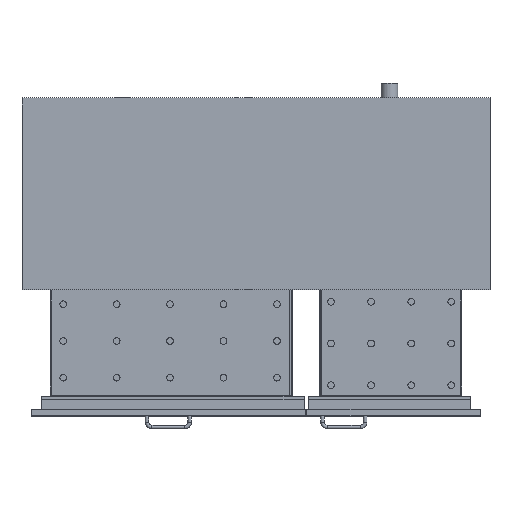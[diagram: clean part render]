
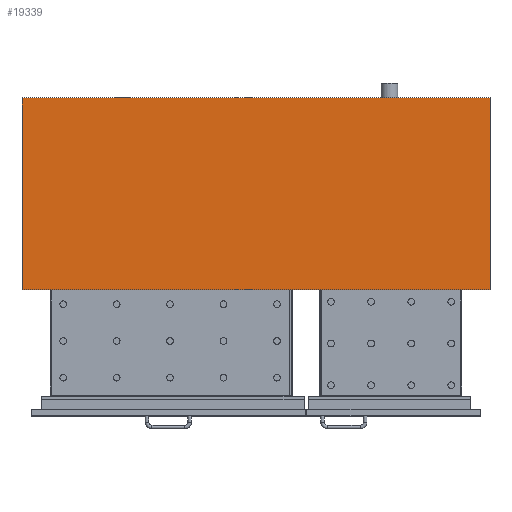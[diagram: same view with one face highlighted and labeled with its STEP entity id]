
A CAD part, top view. The second image highlights one B-rep face of the part: STEP entity #19339.
In plain terms, the highlighted planar face has unit normal (0, 0, 1).
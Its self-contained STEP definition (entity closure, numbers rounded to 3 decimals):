
#2439=FACE_OUTER_BOUND('',#3520,.T.);
#3520=EDGE_LOOP('',(#13540,#13541,#13542,#13543));
#4921=LINE('',#25689,#6882);
#4923=LINE('',#25693,#6884);
#4925=LINE('',#25697,#6886);
#4927=LINE('',#25700,#6888);
#6882=VECTOR('',#21726,10.);
#6884=VECTOR('',#21730,10.);
#6886=VECTOR('',#21734,10.);
#6888=VECTOR('',#21738,10.);
#8801=VERTEX_POINT('',#25686);
#8802=VERTEX_POINT('',#25688);
#8803=VERTEX_POINT('',#25692);
#8804=VERTEX_POINT('',#25696);
#10679=EDGE_CURVE('',#8802,#8801,#4921,.T.);
#10681=EDGE_CURVE('',#8803,#8802,#4923,.T.);
#10683=EDGE_CURVE('',#8804,#8803,#4925,.T.);
#10685=EDGE_CURVE('',#8801,#8804,#4927,.T.);
#13540=ORIENTED_EDGE('',*,*,#10685,.T.);
#13541=ORIENTED_EDGE('',*,*,#10683,.T.);
#13542=ORIENTED_EDGE('',*,*,#10681,.T.);
#13543=ORIENTED_EDGE('',*,*,#10679,.T.);
#18634=PLANE('',#20510);
#19339=ADVANCED_FACE('',(#2439),#18634,.T.);
#20510=AXIS2_PLACEMENT_3D('',#25701,#21739,#21740);
#21726=DIRECTION('',(0.,-1.,0.));
#21730=DIRECTION('',(-1.,0.,0.));
#21734=DIRECTION('',(0.,1.,0.));
#21738=DIRECTION('',(1.,0.,0.));
#21739=DIRECTION('center_axis',(0.,0.,1.));
#21740=DIRECTION('ref_axis',(1.,0.,0.));
#25686=CARTESIAN_POINT('',(-701.,-287.,300.44));
#25688=CARTESIAN_POINT('',(-701.,287.,300.44));
#25689=CARTESIAN_POINT('',(-701.,287.,300.44));
#25692=CARTESIAN_POINT('',(701.,287.,300.44));
#25693=CARTESIAN_POINT('',(701.,287.,300.44));
#25696=CARTESIAN_POINT('',(701.,-287.,300.44));
#25697=CARTESIAN_POINT('',(701.,-287.,300.44));
#25700=CARTESIAN_POINT('',(-701.,-287.,300.44));
#25701=CARTESIAN_POINT('Origin',(0.,0.,300.44));
